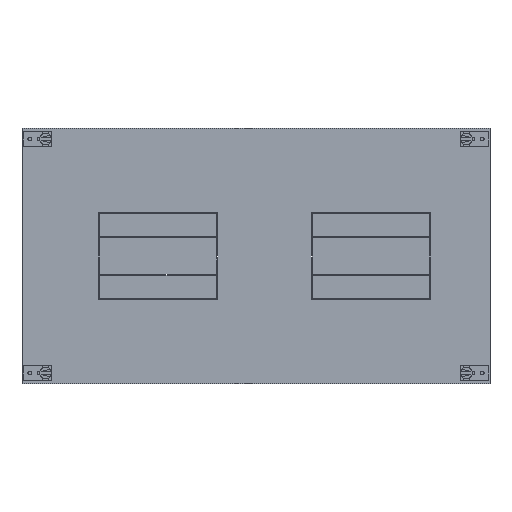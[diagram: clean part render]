
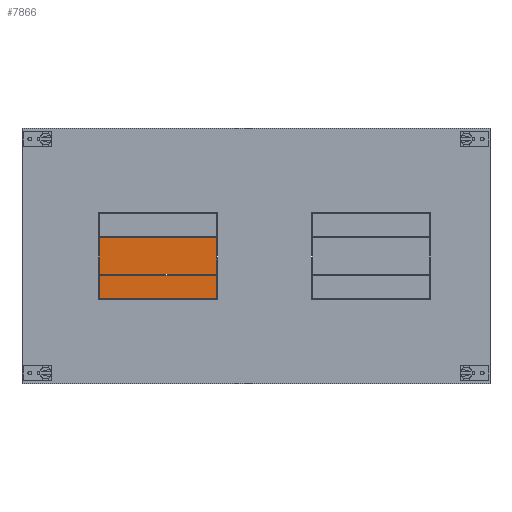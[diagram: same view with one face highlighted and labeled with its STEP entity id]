
A CAD part, top view. The second image highlights one B-rep face of the part: STEP entity #7866.
In plain terms, the highlighted planar face has unit normal (0, 0, 1).
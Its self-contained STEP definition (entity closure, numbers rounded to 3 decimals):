
#7643=DIRECTION('',(-1.,0.,0.));
#7644=VECTOR('',#7643,138.);
#7645=CARTESIAN_POINT('',(334.,3.5,1.));
#7646=LINE('',#7645,#7644);
#7650=DIRECTION('',(0.,-1.,0.));
#7651=VECTOR('',#7650,71.5);
#7652=CARTESIAN_POINT('',(196.,75.,1.));
#7653=LINE('',#7652,#7651);
#7657=DIRECTION('',(-1.,0.,0.));
#7658=VECTOR('',#7657,138.);
#7659=CARTESIAN_POINT('',(334.,75.,1.));
#7660=LINE('',#7659,#7658);
#7664=DIRECTION('',(0.,1.,0.));
#7665=VECTOR('',#7664,27.5);
#7666=CARTESIAN_POINT('',(334.,47.5,1.));
#7667=LINE('',#7666,#7665);
#7671=DIRECTION('',(-1.,0.,0.));
#7672=VECTOR('',#7671,137.494);
#7673=CARTESIAN_POINT('',(334.,47.5,1.));
#7674=LINE('',#7673,#7672);
#7678=DIRECTION('',(0.,-1.,0.));
#7679=VECTOR('',#7678,1.);
#7680=CARTESIAN_POINT('',(196.506,47.5,1.));
#7681=LINE('',#7680,#7679);
#7685=DIRECTION('',(-1.,0.,0.));
#7686=VECTOR('',#7685,137.494);
#7687=CARTESIAN_POINT('',(334.,46.5,1.));
#7688=LINE('',#7687,#7686);
#7692=DIRECTION('',(0.,1.,0.));
#7693=VECTOR('',#7692,43.);
#7694=CARTESIAN_POINT('',(334.,3.5,1.));
#7695=LINE('',#7694,#7693);
#7811=CARTESIAN_POINT('',(334.,75.,1.));
#7812=CARTESIAN_POINT('',(196.,75.,1.));
#7813=VERTEX_POINT('',#7811);
#7814=VERTEX_POINT('',#7812);
#7819=CARTESIAN_POINT('',(334.,3.5,1.));
#7820=CARTESIAN_POINT('',(196.,3.5,1.));
#7821=VERTEX_POINT('',#7819);
#7822=VERTEX_POINT('',#7820);
#7823=CARTESIAN_POINT('',(334.,47.5,1.));
#7824=CARTESIAN_POINT('',(196.506,47.5,1.));
#7825=VERTEX_POINT('',#7823);
#7826=VERTEX_POINT('',#7824);
#7827=CARTESIAN_POINT('',(196.506,46.5,1.));
#7828=VERTEX_POINT('',#7827);
#7829=CARTESIAN_POINT('',(334.,46.5,1.));
#7830=VERTEX_POINT('',#7829);
#7843=CARTESIAN_POINT('',(0.,0.,1.));
#7844=DIRECTION('',(0.,0.,1.));
#7845=DIRECTION('',(1.,0.,0.));
#7846=AXIS2_PLACEMENT_3D('',#7843,#7844,#7845);
#7847=PLANE('',#7846);
#7849=ORIENTED_EDGE('',*,*,#7848,.T.);
#7851=ORIENTED_EDGE('',*,*,#7850,.F.);
#7853=ORIENTED_EDGE('',*,*,#7852,.F.);
#7855=ORIENTED_EDGE('',*,*,#7854,.F.);
#7857=ORIENTED_EDGE('',*,*,#7856,.T.);
#7859=ORIENTED_EDGE('',*,*,#7858,.T.);
#7861=ORIENTED_EDGE('',*,*,#7860,.F.);
#7863=ORIENTED_EDGE('',*,*,#7862,.F.);
#7864=EDGE_LOOP('',(#7849,#7851,#7853,#7855,#7857,#7859,#7861,#7863));
#7865=FACE_OUTER_BOUND('',#7864,.F.);
#7848=EDGE_CURVE('',#7821,#7822,#7646,.T.);
#7850=EDGE_CURVE('',#7814,#7822,#7653,.T.);
#7852=EDGE_CURVE('',#7813,#7814,#7660,.T.);
#7854=EDGE_CURVE('',#7825,#7813,#7667,.T.);
#7856=EDGE_CURVE('',#7825,#7826,#7674,.T.);
#7858=EDGE_CURVE('',#7826,#7828,#7681,.T.);
#7860=EDGE_CURVE('',#7830,#7828,#7688,.T.);
#7862=EDGE_CURVE('',#7821,#7830,#7695,.T.);
#7866=ADVANCED_FACE('',(#7865),#7847,.T.);
